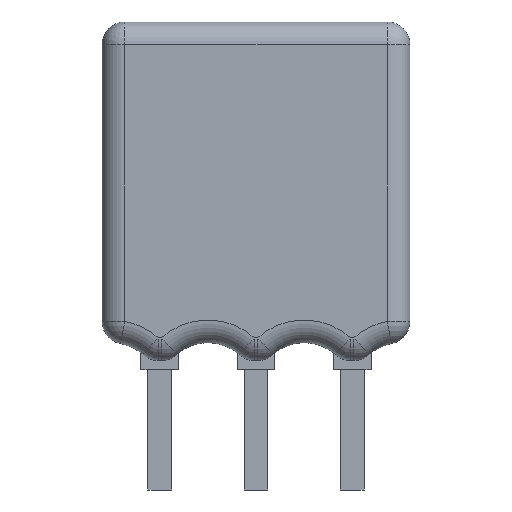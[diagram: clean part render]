
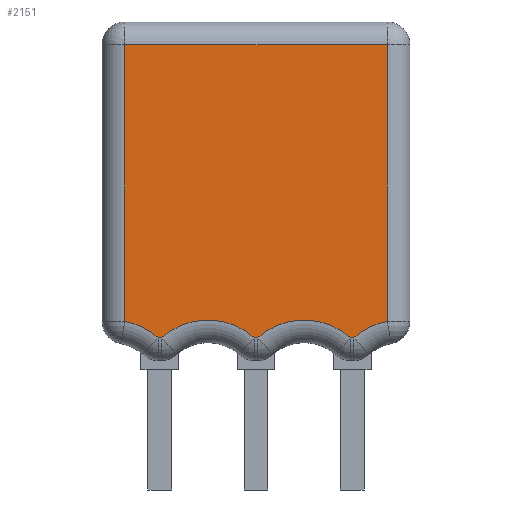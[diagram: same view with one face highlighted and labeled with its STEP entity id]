
A CAD part, front view. The second image highlights one B-rep face of the part: STEP entity #2151.
In plain terms, the highlighted planar face has unit normal (0, -1, 0).
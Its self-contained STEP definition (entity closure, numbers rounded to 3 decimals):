
#773=CARTESIAN_POINT('',(0.044,-1.27,0.85));
#774=VERTEX_POINT('',#773);
#782=CARTESIAN_POINT('',(-0.044,-1.27,0.85));
#783=VERTEX_POINT('',#782);
#784=CARTESIAN_POINT('',(0.044,-1.27,0.85));
#785=DIRECTION('',(-1.0,0.0,0.0));
#786=VECTOR('',#785,0.088);
#787=LINE('',#784,#786);
#788=EDGE_CURVE('',#774,#783,#787,.T.);
#853=CARTESIAN_POINT('',(-2.496,-1.27,0.85));
#854=VERTEX_POINT('',#853);
#880=CARTESIAN_POINT('',(-1.27,-1.27,-0.519));
#881=DIRECTION('',(0.0,-1.0,0.0));
#882=DIRECTION('',(0.0,0.0,1.0));
#883=AXIS2_PLACEMENT_3D('',#880,#881,#882);
#884=CIRCLE('',#883,1.838);
#885=EDGE_CURVE('',#783,#854,#884,.T.);
#904=CARTESIAN_POINT('',(-2.584,-1.27,0.85));
#905=VERTEX_POINT('',#904);
#906=CARTESIAN_POINT('',(-2.496,-1.27,0.85));
#907=DIRECTION('',(-1.0,0.0,0.0));
#908=VECTOR('',#907,0.088);
#909=LINE('',#906,#908);
#910=EDGE_CURVE('',#854,#905,#909,.T.);
#946=CARTESIAN_POINT('',(3.465,-1.27,1.286));
#947=VERTEX_POINT('',#946);
#1016=CARTESIAN_POINT('',(3.465,-1.27,8.59));
#1017=VERTEX_POINT('',#1016);
#1086=CARTESIAN_POINT('',(-3.465,-1.27,8.59));
#1087=VERTEX_POINT('',#1086);
#1145=CARTESIAN_POINT('',(-3.465,-1.27,1.286));
#1146=VERTEX_POINT('',#1145);
#1301=CARTESIAN_POINT('',(-3.465,-1.27,1.286));
#1302=DIRECTION('',(0.0,0.0,1.0));
#1303=VECTOR('',#1302,7.304);
#1304=LINE('',#1301,#1303);
#1305=EDGE_CURVE('',#1146,#1087,#1304,.T.);
#1324=CARTESIAN_POINT('',(-3.81,-1.27,-0.519));
#1325=DIRECTION('',(0.0,-1.0,0.0));
#1326=DIRECTION('',(0.259,0.0,0.966));
#1327=AXIS2_PLACEMENT_3D('',#1324,#1325,#1326);
#1328=CIRCLE('',#1327,1.838);
#1329=EDGE_CURVE('',#905,#1146,#1328,.T.);
#1393=CARTESIAN_POINT('',(-3.465,-1.27,8.59));
#1394=DIRECTION('',(1.0,0.0,0.0));
#1395=VECTOR('',#1394,6.93);
#1396=LINE('',#1393,#1395);
#1397=EDGE_CURVE('',#1087,#1017,#1396,.T.);
#1460=CARTESIAN_POINT('',(3.465,-1.27,8.59));
#1461=DIRECTION('',(0.0,0.0,-1.0));
#1462=VECTOR('',#1461,7.304);
#1463=LINE('',#1460,#1462);
#1464=EDGE_CURVE('',#1017,#947,#1463,.T.);
#1535=CARTESIAN_POINT('',(2.584,-1.27,0.85));
#1536=VERTEX_POINT('',#1535);
#1554=CARTESIAN_POINT('',(3.81,-1.27,-0.519));
#1555=DIRECTION('',(0.0,-1.0,0.0));
#1556=DIRECTION('',(-0.259,0.0,0.966));
#1557=AXIS2_PLACEMENT_3D('',#1554,#1555,#1556);
#1558=CIRCLE('',#1557,1.838);
#1559=EDGE_CURVE('',#947,#1536,#1558,.T.);
#1745=CARTESIAN_POINT('',(2.496,-1.27,0.85));
#1746=VERTEX_POINT('',#1745);
#1747=CARTESIAN_POINT('',(2.584,-1.27,0.85));
#1748=DIRECTION('',(-1.0,0.0,0.0));
#1749=VECTOR('',#1748,0.088);
#1750=LINE('',#1747,#1749);
#1751=EDGE_CURVE('',#1536,#1746,#1750,.T.);
#1907=CARTESIAN_POINT('',(1.27,-1.27,-0.519));
#1908=DIRECTION('',(0.0,-1.0,0.0));
#1909=DIRECTION('',(0.0,0.0,1.0));
#1910=AXIS2_PLACEMENT_3D('',#1907,#1908,#1909);
#1911=CIRCLE('',#1910,1.838);
#1912=EDGE_CURVE('',#1746,#774,#1911,.T.);
#2134=CARTESIAN_POINT('',(4.065,-1.27,0.25));
#2135=DIRECTION('',(0.0,-1.0,0.0));
#2136=DIRECTION('',(0.0,0.0,-1.0));
#2137=AXIS2_PLACEMENT_3D('',#2134,#2135,#2136);
#2138=PLANE('',#2137);
#2139=ORIENTED_EDGE('',*,*,#1305,.F.);
#2140=ORIENTED_EDGE('',*,*,#1329,.F.);
#2141=ORIENTED_EDGE('',*,*,#910,.F.);
#2142=ORIENTED_EDGE('',*,*,#885,.F.);
#2143=ORIENTED_EDGE('',*,*,#788,.F.);
#2144=ORIENTED_EDGE('',*,*,#1912,.F.);
#2145=ORIENTED_EDGE('',*,*,#1751,.F.);
#2146=ORIENTED_EDGE('',*,*,#1559,.F.);
#2147=ORIENTED_EDGE('',*,*,#1464,.F.);
#2148=ORIENTED_EDGE('',*,*,#1397,.F.);
#2149=EDGE_LOOP('',(#2139,#2140,#2141,#2142,#2143,#2144,#2145,#2146,#2147,#2148));
#2150=FACE_OUTER_BOUND('',#2149,.T.);
#2151=ADVANCED_FACE('',(#2150),#2138,.T.);
